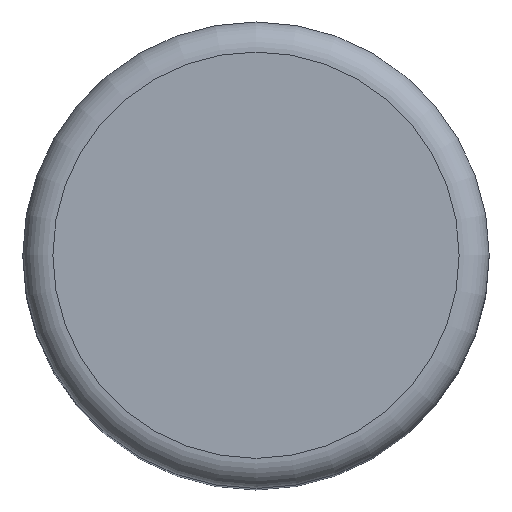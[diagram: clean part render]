
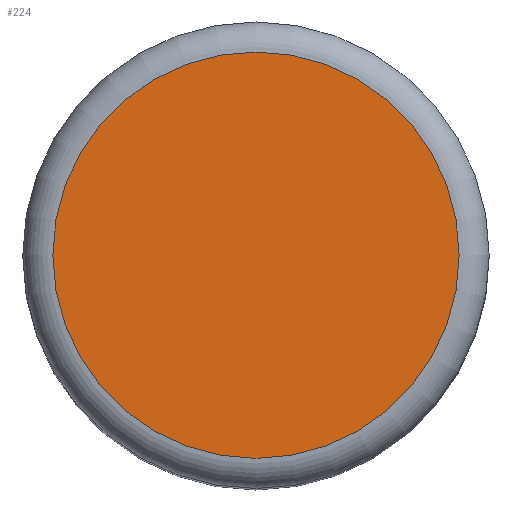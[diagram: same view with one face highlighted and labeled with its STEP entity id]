
A CAD part, top view. The second image highlights one B-rep face of the part: STEP entity #224.
In plain terms, the highlighted planar face has unit normal (0, 0, 1).
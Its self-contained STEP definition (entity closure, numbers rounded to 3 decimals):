
#66 = TOROIDAL_SURFACE('',#67,1.35,0.2);
#67 = AXIS2_PLACEMENT_3D('',#68,#69,#70);
#68 = CARTESIAN_POINT('',(0.,0.,5.8));
#69 = DIRECTION('',(0.,0.,1.));
#70 = DIRECTION('',(1.,0.,0.));
#167 = VERTEX_POINT('',#168);
#168 = CARTESIAN_POINT('',(1.35,0.,6.));
#190 = EDGE_CURVE('',#167,#167,#191,.T.);
#191 = SURFACE_CURVE('',#192,(#197,#204),.PCURVE_S1.);
#192 = CIRCLE('',#193,1.35);
#193 = AXIS2_PLACEMENT_3D('',#194,#195,#196);
#194 = CARTESIAN_POINT('',(0.,0.,6.));
#195 = DIRECTION('',(0.,0.,1.));
#196 = DIRECTION('',(1.,0.,0.));
#197 = PCURVE('',#66,#198);
#198 = DEFINITIONAL_REPRESENTATION('',(#199),#203);
#199 = LINE('',#200,#201);
#200 = CARTESIAN_POINT('',(0.,1.571));
#201 = VECTOR('',#202,1.);
#202 = DIRECTION('',(1.,0.));
#203 = ( GEOMETRIC_REPRESENTATION_CONTEXT(2) 
PARAMETRIC_REPRESENTATION_CONTEXT() REPRESENTATION_CONTEXT('2D SPACE',''
  ) );
#204 = PCURVE('',#205,#210);
#205 = PLANE('',#206);
#206 = AXIS2_PLACEMENT_3D('',#207,#208,#209);
#207 = CARTESIAN_POINT('',(1.55,0.,6.));
#208 = DIRECTION('',(0.,0.,-1.));
#209 = DIRECTION('',(-1.,0.,0.));
#210 = DEFINITIONAL_REPRESENTATION('',(#211),#219);
#211 = ( BOUNDED_CURVE() B_SPLINE_CURVE(2,(#212,#213,#214,#215,#216,#217
,#218),.UNSPECIFIED.,.F.,.F.) B_SPLINE_CURVE_WITH_KNOTS((1,2,2,2,2,1),(
    -2.094,0.,2.094,4.189,6.283,
8.378),.UNSPECIFIED.) CURVE() GEOMETRIC_REPRESENTATION_ITEM() 
RATIONAL_B_SPLINE_CURVE((1.,0.5,1.,0.5,1.,0.5,1.)) REPRESENTATION_ITEM(
  '') );
#212 = CARTESIAN_POINT('',(0.2,0.));
#213 = CARTESIAN_POINT('',(0.2,2.338));
#214 = CARTESIAN_POINT('',(2.225,1.169));
#215 = CARTESIAN_POINT('',(4.25,0.));
#216 = CARTESIAN_POINT('',(2.225,-1.169));
#217 = CARTESIAN_POINT('',(0.2,-2.338));
#218 = CARTESIAN_POINT('',(0.2,0.));
#219 = ( GEOMETRIC_REPRESENTATION_CONTEXT(2) 
PARAMETRIC_REPRESENTATION_CONTEXT() REPRESENTATION_CONTEXT('2D SPACE',''
  ) );
#224 = ADVANCED_FACE('',(#225),#205,.F.);
#225 = FACE_BOUND('',#226,.F.);
#226 = EDGE_LOOP('',(#227));
#227 = ORIENTED_EDGE('',*,*,#190,.F.);
